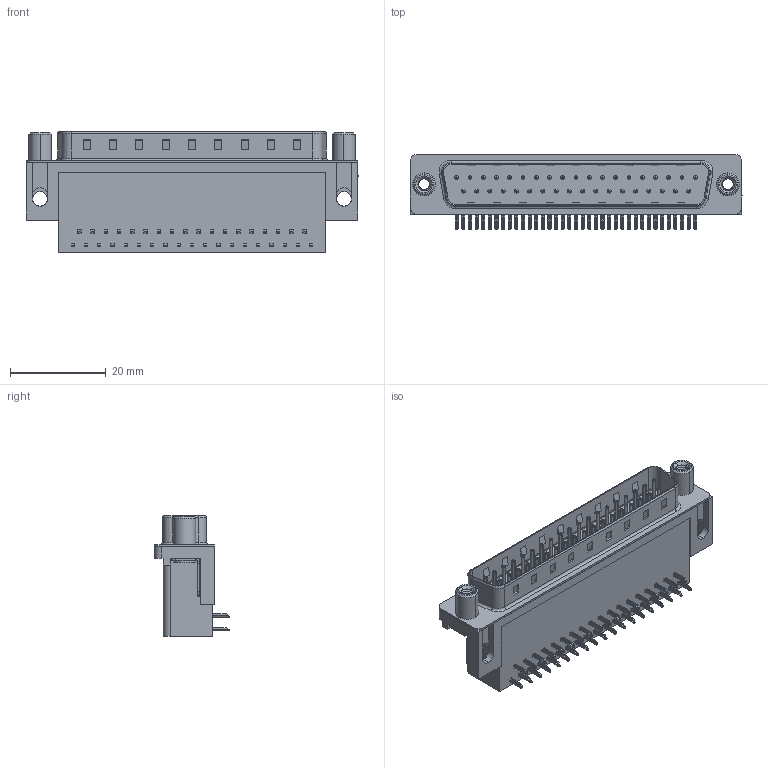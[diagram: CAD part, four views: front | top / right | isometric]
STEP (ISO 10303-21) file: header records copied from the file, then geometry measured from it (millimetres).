
FILE_DESCRIPTION (( 'STEP AP203' ), '1' );
FILE_NAME ('625-037-362-510.STEP', '2018-11-06T05:51:40', ( '' ), ( '' ), 'SwSTEP 2.0', 'SolidWorks 2016', '' );
FILE_SCHEMA (( 'CONFIG_CONTROL_DESIGN' ));
Length unit declared in the file: millimetre
Products named in the file (7): 625 Contact Bottom; 625 Contact Top; 625 Thru Hole Board Mount; 625 Round Threaded Standoff; 625-037-362-510; 625 Housing_37 Socket; 625 Shell_37 Socket
Assembly tree (43 placements, depth 2):
  625-037-362-510
    625 Housing_37 Socket
    625 Shell_37 Socket
    625 Contact Bottom  x18
    625 Contact Top  x19
    625 Thru Hole Board Mount  x2
    625 Round Threaded Standoff  x2
Bounding box: 69.4 x 15.73 x 25.16 mm (x, y, z)
Volume: 12688.6 mm3; surface area: 11940.4 mm2
Topology: 43 solids, 43 shells, 3195 faces, 7909 edges, 4879 vertices
Faces by surface type: plane 2005, cylinder 925, torus 237, bspline 16, cone 12
Entity records: 26995 total; most frequent: CARTESIAN_POINT 6019, DIRECTION 4020, ORIENTED_EDGE 3908, EDGE_CURVE 1954, LINE 1408, VECTOR 1408, AXIS2_PLACEMENT_3D 1306, VERTEX_POINT 1261
